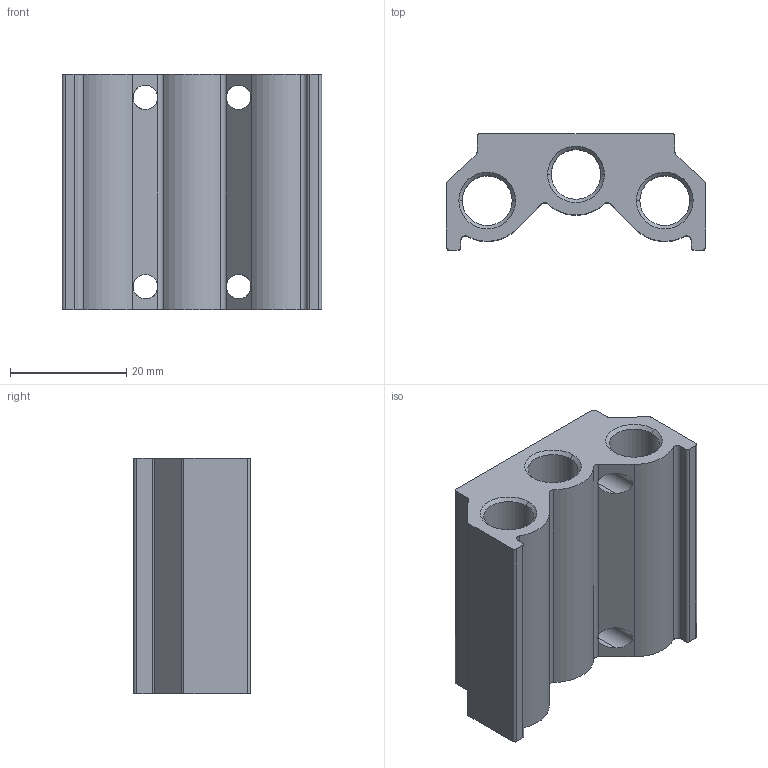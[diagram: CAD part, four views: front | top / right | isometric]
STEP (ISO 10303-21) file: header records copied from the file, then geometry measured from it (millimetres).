
FILE_DESCRIPTION (( 'STEP AP203' ), '1' );
FILE_NAME ('SV522-2F.STEP', '2022-08-02T08:34:03', ( '' ), ( '' ), 'SwSTEP 2.0', 'SolidWorks 2022', '' );
FILE_SCHEMA (( 'CONFIG_CONTROL_DESIGN' ));
Length unit declared in the file: millimetre
Products named in the file (1): SV522-2F
Bounding box: 44.5 x 20 x 40.5 mm (x, y, z)
Volume: 18769 mm3; surface area: 10253.8 mm2
Topology: 1 solids, 1 shells, 86 faces, 224 edges, 140 vertices
Faces by surface type: cylinder 39, cone 28, plane 19
Entity records: 2759 total; most frequent: CARTESIAN_POINT 507, DIRECTION 480, ORIENTED_EDGE 448, EDGE_CURVE 224, AXIS2_PLACEMENT_3D 185, VERTEX_POINT 140, LINE 110, VECTOR 110
